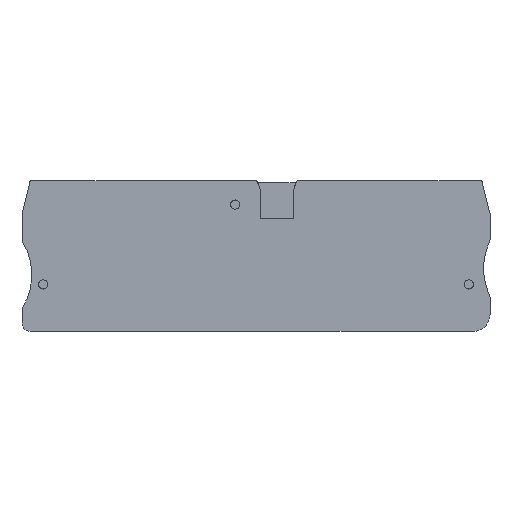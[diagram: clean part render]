
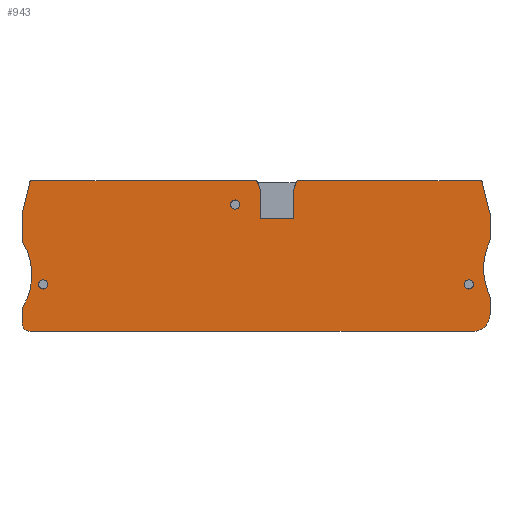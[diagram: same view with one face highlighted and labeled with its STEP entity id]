
A CAD part, top view. The second image highlights one B-rep face of the part: STEP entity #943.
In plain terms, the highlighted planar face has unit normal (0, 0, 1).
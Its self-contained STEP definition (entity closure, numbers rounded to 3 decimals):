
#147=DIRECTION('',(-0.358,-0.934,0.));
#148=VECTOR('',#147,1.799);
#149=CARTESIAN_POINT('',(9.645,35.679,2.2));
#150=LINE('',#149,#148);
#195=DIRECTION('',(-0.358,0.934,0.));
#196=VECTOR('',#195,1.799);
#197=CARTESIAN_POINT('',(1.,34.,2.2));
#198=LINE('',#197,#196);
#227=CARTESIAN_POINT('',(-50.9,11.2,2.2));
#228=DIRECTION('',(0.,0.,1.));
#229=DIRECTION('',(1.,0.,0.));
#230=AXIS2_PLACEMENT_3D('',#227,#228,#229);
#232=CARTESIAN_POINT('',(-50.9,11.2,2.2));
#233=DIRECTION('',(0.,0.,1.));
#234=DIRECTION('',(-1.,0.,0.));
#235=AXIS2_PLACEMENT_3D('',#232,#233,#234);
#237=CARTESIAN_POINT('',(-5.,30.3,2.2));
#238=DIRECTION('',(0.,0.,1.));
#239=DIRECTION('',(1.,0.,0.));
#240=AXIS2_PLACEMENT_3D('',#237,#238,#239);
#242=CARTESIAN_POINT('',(-5.,30.3,2.2));
#243=DIRECTION('',(0.,0.,1.));
#244=DIRECTION('',(-1.,0.,0.));
#245=AXIS2_PLACEMENT_3D('',#242,#243,#244);
#247=CARTESIAN_POINT('',(50.9,11.2,2.2));
#248=DIRECTION('',(0.,0.,1.));
#249=DIRECTION('',(1.,0.,0.));
#250=AXIS2_PLACEMENT_3D('',#247,#248,#249);
#252=CARTESIAN_POINT('',(50.9,11.2,2.2));
#253=DIRECTION('',(0.,0.,1.));
#254=DIRECTION('',(-1.,0.,0.));
#255=AXIS2_PLACEMENT_3D('',#252,#253,#254);
#257=DIRECTION('',(1.,0.,0.));
#258=VECTOR('',#257,8.);
#259=CARTESIAN_POINT('',(1.,27.,2.2));
#260=LINE('',#259,#258);
#261=DIRECTION('',(0.,1.,0.));
#262=VECTOR('',#261,7.);
#263=CARTESIAN_POINT('',(9.,27.,2.2));
#264=LINE('',#263,#262);
#265=CARTESIAN_POINT('',(10.111,35.5,2.2));
#266=DIRECTION('',(0.,0.,1.));
#267=DIRECTION('',(0.,1.,0.));
#268=AXIS2_PLACEMENT_3D('',#265,#266,#267);
#270=DIRECTION('',(-1.,0.,0.));
#271=VECTOR('',#270,43.498);
#272=CARTESIAN_POINT('',(53.609,36.,2.2));
#273=LINE('',#272,#271);
#274=CARTESIAN_POINT('',(53.609,35.5,2.2));
#275=DIRECTION('',(0.,0.,1.));
#276=DIRECTION('',(0.97,0.242,0.));
#277=AXIS2_PLACEMENT_3D('',#274,#275,#276);
#279=DIRECTION('',(-0.242,0.97,0.));
#280=VECTOR('',#279,7.67);
#281=CARTESIAN_POINT('',(55.95,28.179,2.2));
#282=LINE('',#281,#280);
#283=DIRECTION('',(0.,1.,0.));
#284=VECTOR('',#283,6.309);
#285=CARTESIAN_POINT('',(55.95,21.87,2.2));
#286=LINE('',#285,#284);
#287=CARTESIAN_POINT('',(54.95,21.87,2.2));
#288=DIRECTION('',(0.,0.,1.));
#289=DIRECTION('',(0.903,-0.429,0.));
#290=AXIS2_PLACEMENT_3D('',#287,#288,#289);
#292=CARTESIAN_POINT('',(69.4,15.,2.2));
#293=DIRECTION('',(0.,0.,-1.));
#294=DIRECTION('',(-0.903,-0.429,0.));
#295=AXIS2_PLACEMENT_3D('',#292,#293,#294);
#297=CARTESIAN_POINT('',(54.95,8.13,2.2));
#298=DIRECTION('',(0.,0.,1.));
#299=DIRECTION('',(1.,0.,0.));
#300=AXIS2_PLACEMENT_3D('',#297,#298,#299);
#302=DIRECTION('',(0.,1.,0.));
#303=VECTOR('',#302,4.13);
#304=CARTESIAN_POINT('',(55.95,4.,2.2));
#305=LINE('',#304,#303);
#306=CARTESIAN_POINT('',(51.95,4.,2.2));
#307=DIRECTION('',(0.,0.,1.));
#308=DIRECTION('',(0.,-1.,0.));
#309=AXIS2_PLACEMENT_3D('',#306,#307,#308);
#311=DIRECTION('',(1.,0.,0.));
#312=VECTOR('',#311,105.9);
#313=CARTESIAN_POINT('',(-53.95,0.,2.2));
#314=LINE('',#313,#312);
#315=CARTESIAN_POINT('',(-53.95,2.,2.2));
#316=DIRECTION('',(0.,0.,1.));
#317=DIRECTION('',(-1.,0.,0.));
#318=AXIS2_PLACEMENT_3D('',#315,#316,#317);
#320=DIRECTION('',(0.,-1.,0.));
#321=VECTOR('',#320,3.153);
#322=CARTESIAN_POINT('',(-55.95,5.153,2.2));
#323=LINE('',#322,#321);
#324=CARTESIAN_POINT('',(-54.95,5.153,2.2));
#325=DIRECTION('',(0.,0.,1.));
#326=DIRECTION('',(-0.853,0.522,0.));
#327=AXIS2_PLACEMENT_3D('',#324,#325,#326);
#329=CARTESIAN_POINT('',(-68.6,13.5,2.2));
#330=DIRECTION('',(0.,0.,-1.));
#331=DIRECTION('',(0.853,0.522,0.));
#332=AXIS2_PLACEMENT_3D('',#329,#330,#331);
#334=CARTESIAN_POINT('',(-54.95,21.847,2.2));
#335=DIRECTION('',(0.,0.,1.));
#336=DIRECTION('',(-1.,0.,0.));
#337=AXIS2_PLACEMENT_3D('',#334,#335,#336);
#339=DIRECTION('',(0.,-1.,0.));
#340=VECTOR('',#339,6.332);
#341=CARTESIAN_POINT('',(-55.95,28.179,2.2));
#342=LINE('',#341,#340);
#343=DIRECTION('',(-0.242,-0.97,0.));
#344=VECTOR('',#343,7.67);
#345=CARTESIAN_POINT('',(-54.095,35.621,2.2));
#346=LINE('',#345,#344);
#347=CARTESIAN_POINT('',(-53.609,35.5,2.2));
#348=DIRECTION('',(0.,0.,1.));
#349=DIRECTION('',(0.,1.,0.));
#350=AXIS2_PLACEMENT_3D('',#347,#348,#349);
#352=DIRECTION('',(-1.,0.,0.));
#353=VECTOR('',#352,53.498);
#354=CARTESIAN_POINT('',(-0.111,36.,2.2));
#355=LINE('',#354,#353);
#356=CARTESIAN_POINT('',(-0.111,35.5,2.2));
#357=DIRECTION('',(0.,0.,1.));
#358=DIRECTION('',(0.934,0.358,0.));
#359=AXIS2_PLACEMENT_3D('',#356,#357,#358);
#361=DIRECTION('',(0.,-1.,0.));
#362=VECTOR('',#361,7.);
#363=CARTESIAN_POINT('',(1.,34.,2.2));
#364=LINE('',#363,#362);
#547=CARTESIAN_POINT('',(-55.95,2.,2.2));
#548=CARTESIAN_POINT('',(-53.95,0.,2.2));
#549=VERTEX_POINT('',#547);
#550=VERTEX_POINT('',#548);
#551=CARTESIAN_POINT('',(51.95,0.,2.2));
#552=VERTEX_POINT('',#551);
#553=CARTESIAN_POINT('',(55.95,4.,2.2));
#554=VERTEX_POINT('',#553);
#555=CARTESIAN_POINT('',(55.95,8.13,2.2));
#556=VERTEX_POINT('',#555);
#557=CARTESIAN_POINT('',(55.853,8.559,2.2));
#558=VERTEX_POINT('',#557);
#559=CARTESIAN_POINT('',(55.853,21.441,2.2));
#560=VERTEX_POINT('',#559);
#561=CARTESIAN_POINT('',(55.95,21.87,2.2));
#562=VERTEX_POINT('',#561);
#563=CARTESIAN_POINT('',(55.95,28.179,2.2));
#564=VERTEX_POINT('',#563);
#565=CARTESIAN_POINT('',(54.095,35.621,2.2));
#566=VERTEX_POINT('',#565);
#567=CARTESIAN_POINT('',(53.609,36.,2.2));
#568=VERTEX_POINT('',#567);
#569=CARTESIAN_POINT('',(-53.609,36.,2.2));
#570=CARTESIAN_POINT('',(-54.095,35.621,2.2));
#571=VERTEX_POINT('',#569);
#572=VERTEX_POINT('',#570);
#573=CARTESIAN_POINT('',(-55.95,28.179,2.2));
#574=VERTEX_POINT('',#573);
#575=CARTESIAN_POINT('',(-55.95,21.847,2.2));
#576=VERTEX_POINT('',#575);
#577=CARTESIAN_POINT('',(-55.803,21.326,2.2));
#578=VERTEX_POINT('',#577);
#579=CARTESIAN_POINT('',(-55.803,5.674,2.2));
#580=VERTEX_POINT('',#579);
#581=CARTESIAN_POINT('',(-55.95,5.153,2.2));
#582=VERTEX_POINT('',#581);
#595=CARTESIAN_POINT('',(-49.8,11.2,2.2));
#596=CARTESIAN_POINT('',(-52.,11.2,2.2));
#597=VERTEX_POINT('',#595);
#598=VERTEX_POINT('',#596);
#599=CARTESIAN_POINT('',(-3.9,30.3,2.2));
#600=CARTESIAN_POINT('',(-6.1,30.3,2.2));
#601=VERTEX_POINT('',#599);
#602=VERTEX_POINT('',#600);
#603=CARTESIAN_POINT('',(52.,11.2,2.2));
#604=CARTESIAN_POINT('',(49.8,11.2,2.2));
#605=VERTEX_POINT('',#603);
#606=VERTEX_POINT('',#604);
#615=CARTESIAN_POINT('',(10.111,36.,2.2));
#616=CARTESIAN_POINT('',(9.645,35.679,2.2));
#617=VERTEX_POINT('',#615);
#618=VERTEX_POINT('',#616);
#619=CARTESIAN_POINT('',(0.355,35.679,2.2));
#620=CARTESIAN_POINT('',(-0.111,36.,2.2));
#621=VERTEX_POINT('',#619);
#622=VERTEX_POINT('',#620);
#631=CARTESIAN_POINT('',(1.,27.,2.2));
#632=CARTESIAN_POINT('',(9.,27.,2.2));
#633=VERTEX_POINT('',#631);
#634=VERTEX_POINT('',#632);
#635=CARTESIAN_POINT('',(9.,34.,2.2));
#636=VERTEX_POINT('',#635);
#637=CARTESIAN_POINT('',(1.,34.,2.2));
#638=VERTEX_POINT('',#637);
#869=CARTESIAN_POINT('',(0.,0.,2.2));
#870=DIRECTION('',(0.,0.,1.));
#871=DIRECTION('',(1.,0.,0.));
#872=AXIS2_PLACEMENT_3D('',#869,#870,#871);
#873=PLANE('',#872);
#875=ORIENTED_EDGE('',*,*,#874,.T.);
#876=ORIENTED_EDGE('',*,*,#860,.T.);
#877=ORIENTED_EDGE('',*,*,#779,.F.);
#879=ORIENTED_EDGE('',*,*,#878,.F.);
#881=ORIENTED_EDGE('',*,*,#880,.F.);
#883=ORIENTED_EDGE('',*,*,#882,.F.);
#885=ORIENTED_EDGE('',*,*,#884,.F.);
#887=ORIENTED_EDGE('',*,*,#886,.F.);
#889=ORIENTED_EDGE('',*,*,#888,.F.);
#891=ORIENTED_EDGE('',*,*,#890,.F.);
#893=ORIENTED_EDGE('',*,*,#892,.F.);
#895=ORIENTED_EDGE('',*,*,#894,.F.);
#897=ORIENTED_EDGE('',*,*,#896,.F.);
#899=ORIENTED_EDGE('',*,*,#898,.F.);
#901=ORIENTED_EDGE('',*,*,#900,.F.);
#903=ORIENTED_EDGE('',*,*,#902,.F.);
#905=ORIENTED_EDGE('',*,*,#904,.F.);
#907=ORIENTED_EDGE('',*,*,#906,.F.);
#909=ORIENTED_EDGE('',*,*,#908,.F.);
#911=ORIENTED_EDGE('',*,*,#910,.F.);
#913=ORIENTED_EDGE('',*,*,#912,.F.);
#915=ORIENTED_EDGE('',*,*,#914,.F.);
#917=ORIENTED_EDGE('',*,*,#916,.F.);
#919=ORIENTED_EDGE('',*,*,#918,.F.);
#920=ORIENTED_EDGE('',*,*,#831,.F.);
#922=ORIENTED_EDGE('',*,*,#921,.T.);
#923=EDGE_LOOP('',(#875,#876,#877,#879,#881,#883,#885,#887,#889,#891,#893,#895,
#897,#899,#901,#903,#905,#907,#909,#911,#913,#915,#917,#919,#920,#922));
#924=FACE_OUTER_BOUND('',#923,.F.);
#926=ORIENTED_EDGE('',*,*,#925,.T.);
#928=ORIENTED_EDGE('',*,*,#927,.T.);
#929=EDGE_LOOP('',(#926,#928));
#930=FACE_BOUND('',#929,.F.);
#932=ORIENTED_EDGE('',*,*,#931,.T.);
#934=ORIENTED_EDGE('',*,*,#933,.T.);
#935=EDGE_LOOP('',(#932,#934));
#936=FACE_BOUND('',#935,.F.);
#938=ORIENTED_EDGE('',*,*,#937,.T.);
#940=ORIENTED_EDGE('',*,*,#939,.T.);
#941=EDGE_LOOP('',(#938,#940));
#942=FACE_BOUND('',#941,.F.);
#943=ADVANCED_FACE('',(#924,#930,#936,#942),#873,.T.);
#231=CIRCLE('',#230,1.1);
#236=CIRCLE('',#235,1.1);
#241=CIRCLE('',#240,1.1);
#246=CIRCLE('',#245,1.1);
#251=CIRCLE('',#250,1.1);
#256=CIRCLE('',#255,1.1);
#269=CIRCLE('',#268,0.5);
#278=CIRCLE('',#277,0.5);
#291=CIRCLE('',#290,1.);
#296=CIRCLE('',#295,15.);
#301=CIRCLE('',#300,1.);
#310=CIRCLE('',#309,4.);
#319=CIRCLE('',#318,2.);
#328=CIRCLE('',#327,1.);
#333=CIRCLE('',#332,15.);
#338=CIRCLE('',#337,1.);
#351=CIRCLE('',#350,0.5);
#360=CIRCLE('',#359,0.5);
#779=EDGE_CURVE('',#618,#636,#150,.T.);
#831=EDGE_CURVE('',#638,#621,#198,.T.);
#860=EDGE_CURVE('',#634,#636,#264,.T.);
#874=EDGE_CURVE('',#633,#634,#260,.T.);
#878=EDGE_CURVE('',#617,#618,#269,.T.);
#880=EDGE_CURVE('',#568,#617,#273,.T.);
#882=EDGE_CURVE('',#566,#568,#278,.T.);
#884=EDGE_CURVE('',#564,#566,#282,.T.);
#886=EDGE_CURVE('',#562,#564,#286,.T.);
#888=EDGE_CURVE('',#560,#562,#291,.T.);
#890=EDGE_CURVE('',#558,#560,#296,.T.);
#892=EDGE_CURVE('',#556,#558,#301,.T.);
#894=EDGE_CURVE('',#554,#556,#305,.T.);
#896=EDGE_CURVE('',#552,#554,#310,.T.);
#898=EDGE_CURVE('',#550,#552,#314,.T.);
#900=EDGE_CURVE('',#549,#550,#319,.T.);
#902=EDGE_CURVE('',#582,#549,#323,.T.);
#904=EDGE_CURVE('',#580,#582,#328,.T.);
#906=EDGE_CURVE('',#578,#580,#333,.T.);
#908=EDGE_CURVE('',#576,#578,#338,.T.);
#910=EDGE_CURVE('',#574,#576,#342,.T.);
#912=EDGE_CURVE('',#572,#574,#346,.T.);
#914=EDGE_CURVE('',#571,#572,#351,.T.);
#916=EDGE_CURVE('',#622,#571,#355,.T.);
#918=EDGE_CURVE('',#621,#622,#360,.T.);
#921=EDGE_CURVE('',#638,#633,#364,.T.);
#925=EDGE_CURVE('',#601,#602,#241,.T.);
#927=EDGE_CURVE('',#602,#601,#246,.T.);
#931=EDGE_CURVE('',#605,#606,#251,.T.);
#933=EDGE_CURVE('',#606,#605,#256,.T.);
#937=EDGE_CURVE('',#597,#598,#231,.T.);
#939=EDGE_CURVE('',#598,#597,#236,.T.);
